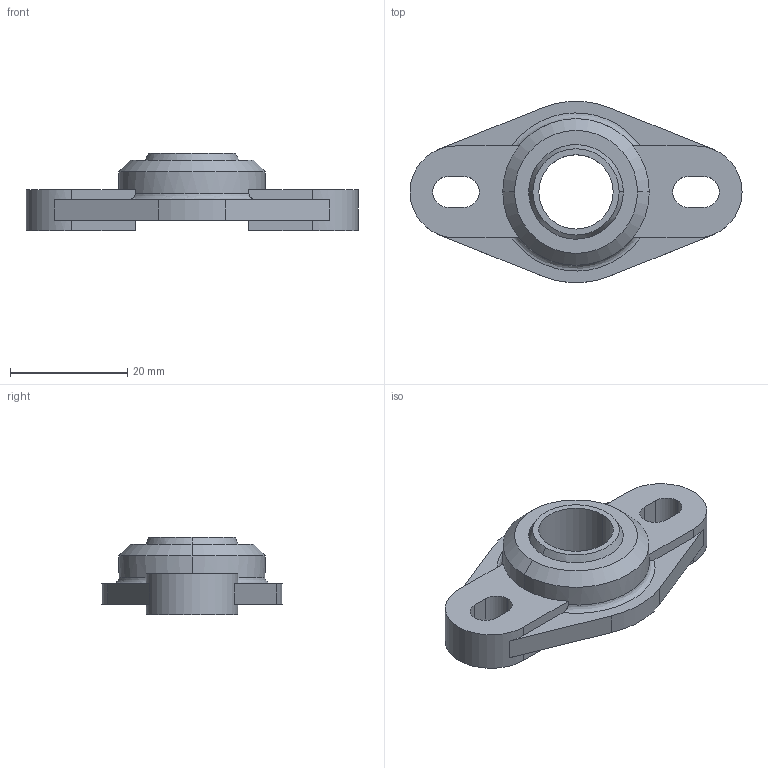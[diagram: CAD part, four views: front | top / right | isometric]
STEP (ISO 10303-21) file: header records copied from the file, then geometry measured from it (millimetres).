
FILE_DESCRIPTION (( 'STEP AP214' ), '1' );
FILE_NAME ('A-EFOI-08.step', '2017-11-29T20:10:57', ( '' ), ( '' ), 'SwSTEP 2.0', 'SolidWorks 2017', '' );
FILE_SCHEMA (( 'AUTOMOTIVE_DESIGN' ));
Length unit declared in the file: inch
Products named in the file (1): A-EFOI-08
Bounding box: 56.7 x 30.91 x 13.16 mm (x, y, z)
Volume: 6790.5 mm3; surface area: 5010.1 mm2
Topology: 2 solids, 2 shells, 56 faces, 153 edges, 99 vertices
Faces by surface type: plane 28, cylinder 18, bspline 6, cone 4
Entity records: 2893 total; most frequent: CARTESIAN_POINT 679, DIRECTION 304, ORIENTED_EDGE 298, EDGE_CURVE 149, AXIS2_PLACEMENT_3D 114, VERTEX_POINT 99, VECTOR 76, LINE 76
